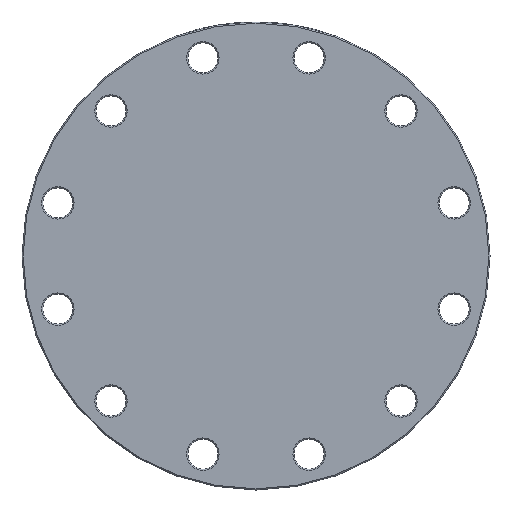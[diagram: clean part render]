
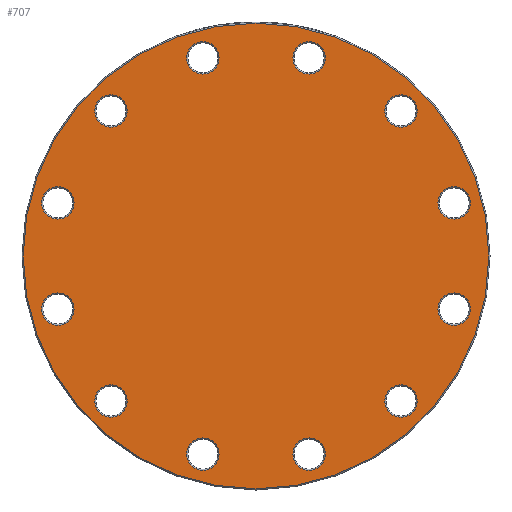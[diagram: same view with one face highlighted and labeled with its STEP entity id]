
A CAD part, left-side view. The second image highlights one B-rep face of the part: STEP entity #707.
In plain terms, the highlighted planar face has unit normal (-1, 0, 0).
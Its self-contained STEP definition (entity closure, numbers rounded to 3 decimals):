
#5 = EDGE_CURVE ( 'NONE', #5934, #5934, #3420, .T. ) ;
#8 = FACE_BOUND ( 'NONE', #1006, .T. ) ;
#56 = ORIENTED_EDGE ( 'NONE', *, *, #2499, .T. ) ;
#70 = CARTESIAN_POINT ( 'NONE',  ( 0., 45.94, -171.452 ) ) ;
#86 = AXIS2_PLACEMENT_3D ( 'NONE', #70, #2396, #4949 ) ;
#137 = CIRCLE ( 'NONE', #2807, 14. ) ;
#179 = DIRECTION ( 'NONE',  ( 0., 0., -1. ) ) ;
#199 = CIRCLE ( 'NONE', #6054, 14. ) ;
#289 = EDGE_LOOP ( 'NONE', ( #1785 ) ) ;
#294 = CIRCLE ( 'NONE', #5779, 14. ) ;
#327 = DIRECTION ( 'NONE',  ( 1., 0., 0. ) ) ;
#374 = CIRCLE ( 'NONE', #1020, 14. ) ;
#468 = CARTESIAN_POINT ( 'NONE',  ( 0., -45.94, 157.452 ) ) ;
#520 = PLANE ( 'NONE',  #4832 ) ;
#553 = VERTEX_POINT ( 'NONE', #2983 ) ;
#559 = CARTESIAN_POINT ( 'NONE',  ( 0., 0., 0. ) ) ;
#609 = FACE_BOUND ( 'NONE', #3812, .T. ) ;
#626 = VERTEX_POINT ( 'NONE', #3740 ) ;
#669 = DIRECTION ( 'NONE',  ( 0., 0., -1. ) ) ;
#707 = ADVANCED_FACE ( 'NONE', ( #5564, #1219, #3640, #6076, #609, #3680, #8, #2450, #4889, #7304, #5940, #7893, #2991 ), #520, .F. ) ;
#742 = EDGE_CURVE ( 'NONE', #553, #553, #5719, .T. ) ;
#763 = DIRECTION ( 'NONE',  ( 1., 0., 0. ) ) ;
#774 = CARTESIAN_POINT ( 'NONE',  ( 0., 171.452, 45.94 ) ) ;
#883 = DIRECTION ( 'NONE',  ( 0., 0., -1. ) ) ;
#1006 = EDGE_LOOP ( 'NONE', ( #6480 ) ) ;
#1014 = AXIS2_PLACEMENT_3D ( 'NONE', #2505, #7321, #669 ) ;
#1020 = AXIS2_PLACEMENT_3D ( 'NONE', #4828, #7248, #1806 ) ;
#1075 = VERTEX_POINT ( 'NONE', #7161 ) ;
#1076 = DIRECTION ( 'NONE',  ( 1., 0., 0. ) ) ;
#1092 = CARTESIAN_POINT ( 'NONE',  ( 0., -45.94, -171.452 ) ) ;
#1156 = CARTESIAN_POINT ( 'NONE',  ( 0., -171.452, -59.94 ) ) ;
#1163 = DIRECTION ( 'NONE',  ( 1., 0., 0. ) ) ;
#1195 = CARTESIAN_POINT ( 'NONE',  ( 0., -125.511, -139.511 ) ) ;
#1219 = FACE_BOUND ( 'NONE', #289, .T. ) ;
#1274 = CARTESIAN_POINT ( 'NONE',  ( 0., 45.94, -185.452 ) ) ;
#1603 = VERTEX_POINT ( 'NONE', #4027 ) ;
#1768 = DIRECTION ( 'NONE',  ( 0., 0., -1. ) ) ;
#1785 = ORIENTED_EDGE ( 'NONE', *, *, #3142, .T. ) ;
#1798 = VERTEX_POINT ( 'NONE', #4908 ) ;
#1806 = DIRECTION ( 'NONE',  ( 0., 0., -1. ) ) ;
#1819 = AXIS2_PLACEMENT_3D ( 'NONE', #1092, #327, #5951 ) ;
#1824 = ORIENTED_EDGE ( 'NONE', *, *, #4059, .T. ) ;
#1888 = EDGE_LOOP ( 'NONE', ( #6293 ) ) ;
#2007 = DIRECTION ( 'NONE',  ( 0., 0., -1. ) ) ;
#2198 = DIRECTION ( 'NONE',  ( 0., 0., -1. ) ) ;
#2238 = VERTEX_POINT ( 'NONE', #3419 ) ;
#2271 = EDGE_CURVE ( 'NONE', #4750, #4750, #2493, .T. ) ;
#2396 = DIRECTION ( 'NONE',  ( 1., 0., 0. ) ) ;
#2450 = FACE_BOUND ( 'NONE', #3891, .T. ) ;
#2493 = CIRCLE ( 'NONE', #6815, 14. ) ;
#2499 = EDGE_CURVE ( 'NONE', #2238, #2238, #199, .T. ) ;
#2505 = CARTESIAN_POINT ( 'NONE',  ( 0., -171.452, -45.94 ) ) ;
#2548 = CARTESIAN_POINT ( 'NONE',  ( 0., 0., -201.5 ) ) ;
#2674 = CARTESIAN_POINT ( 'NONE',  ( 0., -125.511, 125.511 ) ) ;
#2807 = AXIS2_PLACEMENT_3D ( 'NONE', #5976, #1076, #7816 ) ;
#2983 = CARTESIAN_POINT ( 'NONE',  ( 0., 125.511, 111.511 ) ) ;
#2991 = FACE_BOUND ( 'NONE', #4895, .T. ) ;
#3118 = ORIENTED_EDGE ( 'NONE', *, *, #4294, .T. ) ;
#3142 = EDGE_CURVE ( 'NONE', #4101, #4101, #294, .T. ) ;
#3149 = VERTEX_POINT ( 'NONE', #2548 ) ;
#3303 = EDGE_LOOP ( 'NONE', ( #7466 ) ) ;
#3419 = CARTESIAN_POINT ( 'NONE',  ( 0., 45.94, 157.452 ) ) ;
#3420 = CIRCLE ( 'NONE', #4708, 14. ) ;
#3489 = CARTESIAN_POINT ( 'NONE',  ( 0., 125.511, -125.511 ) ) ;
#3622 = VERTEX_POINT ( 'NONE', #1195 ) ;
#3629 = CARTESIAN_POINT ( 'NONE',  ( 0., 125.511, 125.511 ) ) ;
#3631 = ORIENTED_EDGE ( 'NONE', *, *, #7763, .T. ) ;
#3640 = FACE_BOUND ( 'NONE', #4352, .T. ) ;
#3680 = FACE_BOUND ( 'NONE', #3303, .T. ) ;
#3740 = CARTESIAN_POINT ( 'NONE',  ( 0., -171.452, 31.94 ) ) ;
#3763 = CARTESIAN_POINT ( 'NONE',  ( 0., 45.94, 171.452 ) ) ;
#3776 = CIRCLE ( 'NONE', #86, 14. ) ;
#3812 = EDGE_LOOP ( 'NONE', ( #5590 ) ) ;
#3837 = DIRECTION ( 'NONE',  ( 1., 0., 0. ) ) ;
#3891 = EDGE_LOOP ( 'NONE', ( #3118 ) ) ;
#4009 = DIRECTION ( 'NONE',  ( 1., 0., 0. ) ) ;
#4027 = CARTESIAN_POINT ( 'NONE',  ( 0., 125.511, -139.511 ) ) ;
#4059 = EDGE_CURVE ( 'NONE', #1075, #1075, #4612, .T. ) ;
#4077 = EDGE_LOOP ( 'NONE', ( #56 ) ) ;
#4101 = VERTEX_POINT ( 'NONE', #4706 ) ;
#4120 = ORIENTED_EDGE ( 'NONE', *, *, #4409, .T. ) ;
#4240 = EDGE_LOOP ( 'NONE', ( #7290 ) ) ;
#4294 = EDGE_CURVE ( 'NONE', #6610, #6610, #7645, .T. ) ;
#4352 = EDGE_LOOP ( 'NONE', ( #6002 ) ) ;
#4409 = EDGE_CURVE ( 'NONE', #1603, #1603, #4460, .T. ) ;
#4460 = CIRCLE ( 'NONE', #7505, 14. ) ;
#4612 = CIRCLE ( 'NONE', #5635, 14. ) ;
#4615 = DIRECTION ( 'NONE',  ( 1., 0., 0. ) ) ;
#4651 = CARTESIAN_POINT ( 'NONE',  ( 0., -45.94, 171.452 ) ) ;
#4693 = EDGE_LOOP ( 'NONE', ( #3631 ) ) ;
#4706 = CARTESIAN_POINT ( 'NONE',  ( 0., 171.452, 31.94 ) ) ;
#4708 = AXIS2_PLACEMENT_3D ( 'NONE', #2674, #763, #2007 ) ;
#4744 = EDGE_CURVE ( 'NONE', #626, #626, #137, .T. ) ;
#4750 = VERTEX_POINT ( 'NONE', #468 ) ;
#4789 = EDGE_CURVE ( 'NONE', #6729, #6729, #3776, .T. ) ;
#4795 = EDGE_LOOP ( 'NONE', ( #4120 ) ) ;
#4828 = CARTESIAN_POINT ( 'NONE',  ( 0., -125.511, -125.511 ) ) ;
#4832 = AXIS2_PLACEMENT_3D ( 'NONE', #559, #1163, #1768 ) ;
#4889 = FACE_BOUND ( 'NONE', #4693, .T. ) ;
#4895 = EDGE_LOOP ( 'NONE', ( #1824 ) ) ;
#4908 = CARTESIAN_POINT ( 'NONE',  ( 0., -45.94, -185.452 ) ) ;
#4949 = DIRECTION ( 'NONE',  ( 0., 0., -1. ) ) ;
#5160 = CARTESIAN_POINT ( 'NONE',  ( 0., 0., 0. ) ) ;
#5271 = CARTESIAN_POINT ( 'NONE',  ( 0., -125.511, 111.511 ) ) ;
#5397 = DIRECTION ( 'NONE',  ( 0., 0., -1. ) ) ;
#5434 = DIRECTION ( 'NONE',  ( 1., 0., 0. ) ) ;
#5471 = AXIS2_PLACEMENT_3D ( 'NONE', #3629, #5434, #5397 ) ;
#5564 = FACE_OUTER_BOUND ( 'NONE', #1888, .T. ) ;
#5590 = ORIENTED_EDGE ( 'NONE', *, *, #2271, .T. ) ;
#5592 = ORIENTED_EDGE ( 'NONE', *, *, #4789, .T. ) ;
#5635 = AXIS2_PLACEMENT_3D ( 'NONE', #6929, #7613, #2198 ) ;
#5719 = CIRCLE ( 'NONE', #5471, 14. ) ;
#5779 = AXIS2_PLACEMENT_3D ( 'NONE', #774, #3837, #6827 ) ;
#5792 = DIRECTION ( 'NONE',  ( -1., 0., 0. ) ) ;
#5885 = DIRECTION ( 'NONE',  ( 0., 0., -1. ) ) ;
#5934 = VERTEX_POINT ( 'NONE', #5271 ) ;
#5940 = FACE_BOUND ( 'NONE', #6620, .T. ) ;
#5951 = DIRECTION ( 'NONE',  ( 0., 0., -1. ) ) ;
#5976 = CARTESIAN_POINT ( 'NONE',  ( 0., -171.452, 45.94 ) ) ;
#6002 = ORIENTED_EDGE ( 'NONE', *, *, #742, .T. ) ;
#6054 = AXIS2_PLACEMENT_3D ( 'NONE', #3763, #6232, #179 ) ;
#6076 = FACE_BOUND ( 'NONE', #4077, .T. ) ;
#6105 = EDGE_CURVE ( 'NONE', #3149, #3149, #7404, .T. ) ;
#6136 = AXIS2_PLACEMENT_3D ( 'NONE', #5160, #5792, #883 ) ;
#6232 = DIRECTION ( 'NONE',  ( 1., 0., 0. ) ) ;
#6293 = ORIENTED_EDGE ( 'NONE', *, *, #6105, .T. ) ;
#6480 = ORIENTED_EDGE ( 'NONE', *, *, #4744, .T. ) ;
#6610 = VERTEX_POINT ( 'NONE', #1156 ) ;
#6620 = EDGE_LOOP ( 'NONE', ( #5592 ) ) ;
#6729 = VERTEX_POINT ( 'NONE', #1274 ) ;
#6745 = EDGE_CURVE ( 'NONE', #1798, #1798, #7541, .T. ) ;
#6815 = AXIS2_PLACEMENT_3D ( 'NONE', #4651, #4009, #6952 ) ;
#6827 = DIRECTION ( 'NONE',  ( 0., 0., -1. ) ) ;
#6929 = CARTESIAN_POINT ( 'NONE',  ( 0., 171.452, -45.94 ) ) ;
#6952 = DIRECTION ( 'NONE',  ( 0., 0., -1. ) ) ;
#7161 = CARTESIAN_POINT ( 'NONE',  ( 0., 171.452, -59.94 ) ) ;
#7248 = DIRECTION ( 'NONE',  ( 1., 0., 0. ) ) ;
#7290 = ORIENTED_EDGE ( 'NONE', *, *, #6745, .T. ) ;
#7304 = FACE_BOUND ( 'NONE', #4240, .T. ) ;
#7321 = DIRECTION ( 'NONE',  ( 1., 0., 0. ) ) ;
#7404 = CIRCLE ( 'NONE', #6136, 201.5 ) ;
#7466 = ORIENTED_EDGE ( 'NONE', *, *, #5, .T. ) ;
#7505 = AXIS2_PLACEMENT_3D ( 'NONE', #3489, #4615, #5885 ) ;
#7541 = CIRCLE ( 'NONE', #1819, 14. ) ;
#7613 = DIRECTION ( 'NONE',  ( 1., 0., 0. ) ) ;
#7645 = CIRCLE ( 'NONE', #1014, 14. ) ;
#7763 = EDGE_CURVE ( 'NONE', #3622, #3622, #374, .T. ) ;
#7816 = DIRECTION ( 'NONE',  ( 0., 0., -1. ) ) ;
#7893 = FACE_BOUND ( 'NONE', #4795, .T. ) ;
